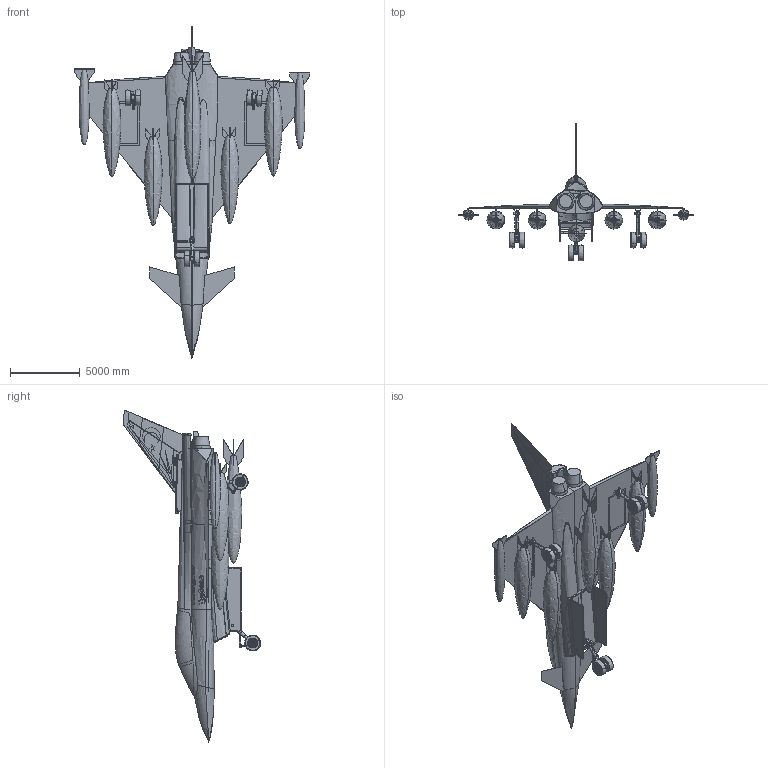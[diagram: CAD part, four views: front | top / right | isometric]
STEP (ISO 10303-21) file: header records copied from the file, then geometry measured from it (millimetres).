
FILE_DESCRIPTION(('FreeCAD Model'),'2;1');
FILE_NAME('Open CASCADE Shape Model','2025-04-27T04:46:34',('FreeCAD'),( 'FreeCAD'),'Open CASCADE STEP processor 7.6','FreeCAD','Unknown');
FILE_SCHEMA(('AUTOMOTIVE_DESIGN { 1 0 10303 214 1 1 1 1 }'));
Products named in the file (1): Open CASCADE STEP translator 7.6 1
Bounding box: 16868.68 x 9839.6 x 23785.73 mm (x, y, z)
Volume: 14733482410 mm3; surface area: 1164743340.8 mm2
Topology: 38 solids, 75 shells, 3257 faces, 8395 edges, 5284 vertices
Faces by surface type: bspline 3257
Entity records: 471269 total; most frequent: CARTESIAN_POINT 422554, ORIENTED_EDGE 16573, EDGE_CURVE 8296, B_SPLINE_CURVE_WITH_KNOTS 6081, VERTEX_POINT 5284, FACE_BOUND 3727, EDGE_LOOP 3727, ADVANCED_FACE 3257
